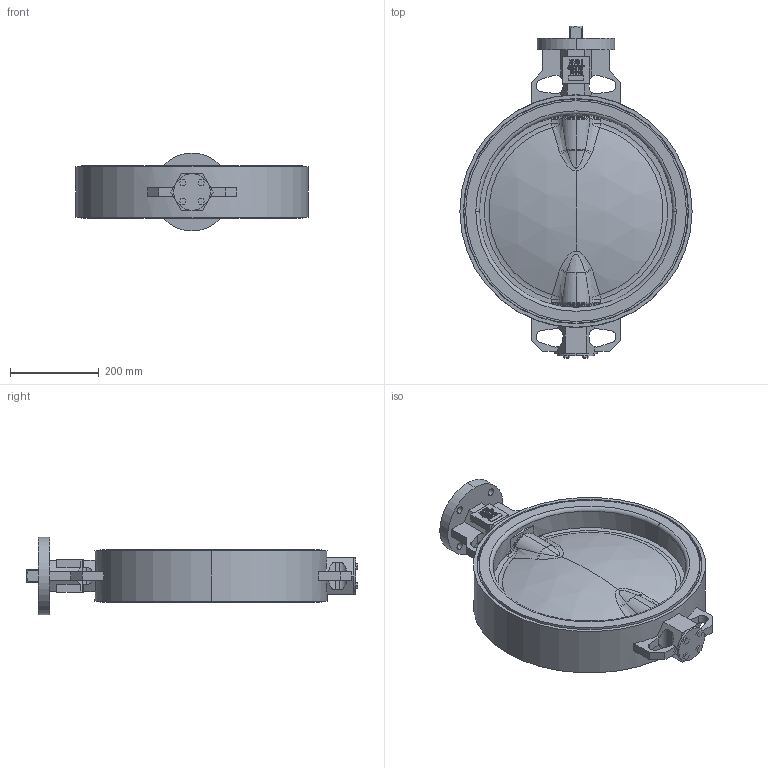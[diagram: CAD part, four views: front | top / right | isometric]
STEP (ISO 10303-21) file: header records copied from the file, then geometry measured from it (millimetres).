
FILE_DESCRIPTION (( 'STEP AP203' ), '1' );
FILE_NAME ('EVS-i DN450 PN16 F14-L27.STEP', '2024-04-22T12:49:32', ( '' ), ( '' ), 'SwSTEP 2.0', 'SolidWorks 2015', '' );
FILE_SCHEMA (( 'CONFIG_CONTROL_DESIGN' ));
Length unit declared in the file: millimetre
Products named in the file (1): EVS-i DN450 PN16 F14-L27
Bounding box: 522 x 746 x 175 mm (x, y, z)
Volume: 15531139.8 mm3; surface area: 944417.5 mm2
Topology: 1 solids, 1 shells, 573 faces, 1488 edges, 945 vertices
Faces by surface type: plane 297, bspline 124, cylinder 77, torus 40, cone 23, sphere 12
Entity records: 23473 total; most frequent: CARTESIAN_POINT 10213, ORIENTED_EDGE 2960, DIRECTION 2385, EDGE_CURVE 1480, VERTEX_POINT 945, VECTOR 857, LINE 857, AXIS2_PLACEMENT_3D 764
